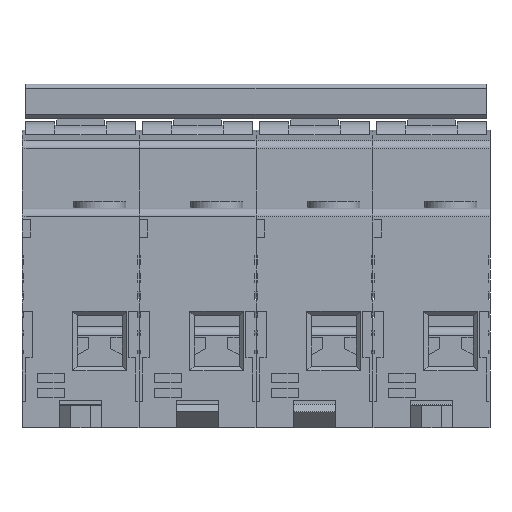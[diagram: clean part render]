
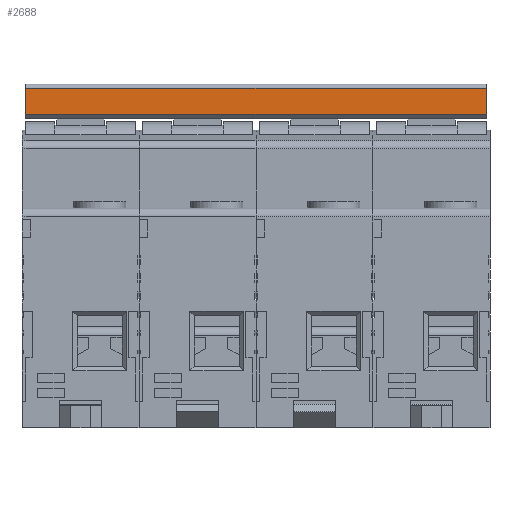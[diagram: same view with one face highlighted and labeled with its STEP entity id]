
A CAD part, front view. The second image highlights one B-rep face of the part: STEP entity #2688.
In plain terms, the highlighted planar face has unit normal (0, -1, 0).
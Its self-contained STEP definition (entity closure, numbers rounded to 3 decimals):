
#1263 = CARTESIAN_POINT ( 'NONE',  ( 8.05, -11.249, 71. ) ) ;
#1698 = LINE ( 'NONE', #56771, #104975 ) ;
#2051 = AXIS2_PLACEMENT_3D ( 'NONE', #34387, #74875, #57876 ) ;
#2688 = ADVANCED_FACE ( 'NONE', ( #74348 ), #98416, .F. ) ;
#2728 = DIRECTION ( 'NONE',  ( -1., 0., 0. ) ) ;
#6237 = EDGE_CURVE ( 'NONE', #6480, #12144, #1698, .T. ) ;
#6480 = VERTEX_POINT ( 'NONE', #46497 ) ;
#8185 = ORIENTED_EDGE ( 'NONE', *, *, #6237, .F. ) ;
#11614 = DIRECTION ( 'NONE',  ( 0., 0., -1. ) ) ;
#12144 = VERTEX_POINT ( 'NONE', #1263 ) ;
#13743 = DIRECTION ( 'NONE',  ( 1., 0., 0. ) ) ;
#14034 = VECTOR ( 'NONE', #2728, 1000. ) ;
#15099 = ORIENTED_EDGE ( 'NONE', *, *, #42430, .T. ) ;
#23046 = VECTOR ( 'NONE', #13743, 1000. ) ;
#28623 = ORIENTED_EDGE ( 'NONE', *, *, #28913, .T. ) ;
#28913 = EDGE_CURVE ( 'NONE', #43990, #51357, #101344, .T. ) ;
#30371 = CARTESIAN_POINT ( 'NONE',  ( -71.45, -11.249, 71. ) ) ;
#34387 = CARTESIAN_POINT ( 'NONE',  ( -71.45, -11.249, 78. ) ) ;
#39749 = VECTOR ( 'NONE', #11614, 1000. ) ;
#42430 = EDGE_CURVE ( 'NONE', #51357, #12144, #104046, .T. ) ;
#43990 = VERTEX_POINT ( 'NONE', #87466 ) ;
#44974 = ORIENTED_EDGE ( 'NONE', *, *, #77858, .T. ) ;
#46497 = CARTESIAN_POINT ( 'NONE',  ( 8.05, -11.249, 76.887 ) ) ;
#51357 = VERTEX_POINT ( 'NONE', #72598 ) ;
#51857 = LINE ( 'NONE', #67330, #14034 ) ;
#52762 = CARTESIAN_POINT ( 'NONE',  ( -96.25, -11.249, 78. ) ) ;
#56771 = CARTESIAN_POINT ( 'NONE',  ( 8.05, -11.249, 78. ) ) ;
#57876 = DIRECTION ( 'NONE',  ( 0., 0., 1. ) ) ;
#59892 = EDGE_LOOP ( 'NONE', ( #28623, #15099, #8185, #44974 ) ) ;
#67330 = CARTESIAN_POINT ( 'NONE',  ( -71.45, -11.249, 76.887 ) ) ;
#72598 = CARTESIAN_POINT ( 'NONE',  ( -96.25, -11.249, 71. ) ) ;
#74348 = FACE_OUTER_BOUND ( 'NONE', #59892, .T. ) ;
#74875 = DIRECTION ( 'NONE',  ( 0., 1., 0. ) ) ;
#77858 = EDGE_CURVE ( 'NONE', #6480, #43990, #51857, .T. ) ;
#87466 = CARTESIAN_POINT ( 'NONE',  ( -96.25, -11.249, 76.887 ) ) ;
#97846 = DIRECTION ( 'NONE',  ( 0., 0., -1. ) ) ;
#98416 = PLANE ( 'NONE',  #2051 ) ;
#101344 = LINE ( 'NONE', #52762, #39749 ) ;
#104046 = LINE ( 'NONE', #30371, #23046 ) ;
#104975 = VECTOR ( 'NONE', #97846, 1000. ) ;
